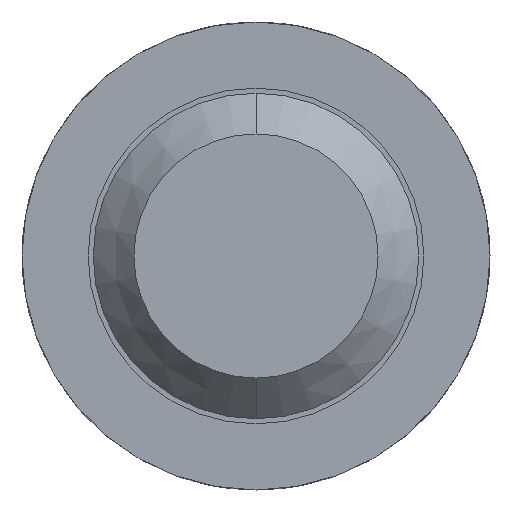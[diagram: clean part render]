
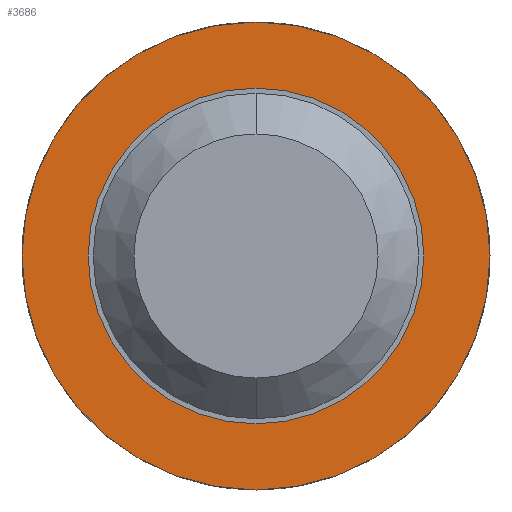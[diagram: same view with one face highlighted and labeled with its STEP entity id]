
A CAD part, front view. The second image highlights one B-rep face of the part: STEP entity #3686.
In plain terms, the highlighted planar face has unit normal (0, -1, 0).
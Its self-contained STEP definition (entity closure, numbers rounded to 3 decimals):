
#248 = DIRECTION ( 'NONE',  ( 0., 0., 1. ) ) ;
#262 = VERTEX_POINT ( 'NONE', #2478 ) ;
#303 = EDGE_CURVE ( 'Defeature ausgef�hrt4_44+Defeature ausgef�hrt4_48+Defeature ausgef�hrt4_48+Defeature ausgef�hrt4_48', #262, #1453, #4110, .T. ) ;
#382 = FACE_OUTER_BOUND ( 'NONE', #1710, .T. ) ;
#565 = CARTESIAN_POINT ( 'NONE',  ( 0., -1.5, 0. ) ) ;
#657 = DIRECTION ( 'NONE',  ( 0., 0., 1. ) ) ;
#852 = ORIENTED_EDGE ( 'NONE', *, *, #3772, .T. ) ;
#934 = VERTEX_POINT ( 'NONE', #3451 ) ;
#965 = DIRECTION ( 'NONE',  ( 0., 1., 0. ) ) ;
#1011 = CARTESIAN_POINT ( 'NONE',  ( 0., -1.5, 0. ) ) ;
#1030 = ORIENTED_EDGE ( 'NONE', *, *, #4281, .T. ) ;
#1224 = DIRECTION ( 'NONE',  ( 0., 1., 0. ) ) ;
#1274 = ORIENTED_EDGE ( 'NONE', *, *, #303, .F. ) ;
#1321 = FACE_BOUND ( 'NONE', #4154, .T. ) ;
#1453 = VERTEX_POINT ( 'NONE', #3436 ) ;
#1564 = EDGE_CURVE ( 'Defeature ausgef�hrt4_44+Defeature ausgef�hrt4_48+Defeature ausgef�hrt4_48+Defeature ausgef�hrt4_48', #1453, #262, #4246, .T. ) ;
#1592 = CIRCLE ( 'NONE', #3443, 0.825 ) ;
#1710 = EDGE_LOOP ( 'NONE', ( #3217, #1274 ) ) ;
#1921 = DIRECTION ( 'NONE',  ( 0., 0., 1. ) ) ;
#2335 = DIRECTION ( 'NONE',  ( 0., 1., 0. ) ) ;
#2374 = CARTESIAN_POINT ( 'NONE',  ( 0., -1.5, 0. ) ) ;
#2461 = AXIS2_PLACEMENT_3D ( 'NONE', #3765, #1224, #1921 ) ;
#2478 = CARTESIAN_POINT ( 'NONE',  ( 0., -1.5, -1.15 ) ) ;
#3001 = AXIS2_PLACEMENT_3D ( 'NONE', #1011, #3985, #657 ) ;
#3008 = VERTEX_POINT ( 'NONE', #3070 ) ;
#3044 = PLANE ( 'NONE',  #2461 ) ;
#3070 = CARTESIAN_POINT ( 'NONE',  ( 0., -1.5, 0.825 ) ) ;
#3105 = AXIS2_PLACEMENT_3D ( 'NONE', #565, #3108, #248 ) ;
#3108 = DIRECTION ( 'NONE',  ( 0., 1., 0. ) ) ;
#3109 = CIRCLE ( 'NONE', #3105, 0.825 ) ;
#3169 = CARTESIAN_POINT ( 'NONE',  ( 0., -1.5, 0. ) ) ;
#3217 = ORIENTED_EDGE ( 'NONE', *, *, #1564, .F. ) ;
#3436 = CARTESIAN_POINT ( 'NONE',  ( 0., -1.5, 1.15 ) ) ;
#3443 = AXIS2_PLACEMENT_3D ( 'NONE', #2374, #2335, #3461 ) ;
#3451 = CARTESIAN_POINT ( 'NONE',  ( 0., -1.5, -0.825 ) ) ;
#3461 = DIRECTION ( 'NONE',  ( 0., 0., 1. ) ) ;
#3530 = DIRECTION ( 'NONE',  ( 0., 0., 1. ) ) ;
#3686 = ADVANCED_FACE ( 'Defeature ausgef�hrt4_48', ( #382, #1321 ), #3044, .F. ) ;
#3765 = CARTESIAN_POINT ( 'NONE',  ( 0.825, -1.5, 0. ) ) ;
#3772 = EDGE_CURVE ( 'Defeature ausgef�hrt4_48+Defeature ausgef�hrt4_47+Defeature ausgef�hrt4_47+Defeature ausgef�hrt4_47', #934, #3008, #3109, .T. ) ;
#3862 = AXIS2_PLACEMENT_3D ( 'NONE', #3169, #965, #3530 ) ;
#3985 = DIRECTION ( 'NONE',  ( 0., 1., 0. ) ) ;
#4110 = CIRCLE ( 'NONE', #3001, 1.15 ) ;
#4154 = EDGE_LOOP ( 'NONE', ( #1030, #852 ) ) ;
#4246 = CIRCLE ( 'NONE', #3862, 1.15 ) ;
#4281 = EDGE_CURVE ( 'Defeature ausgef�hrt4_48+Defeature ausgef�hrt4_47+Defeature ausgef�hrt4_47+Defeature ausgef�hrt4_47', #3008, #934, #1592, .T. ) ;
